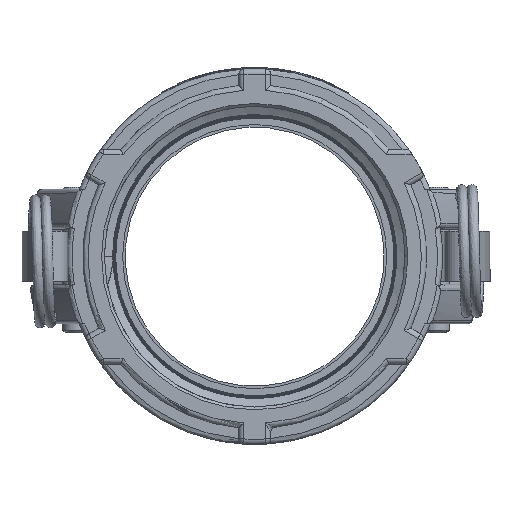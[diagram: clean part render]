
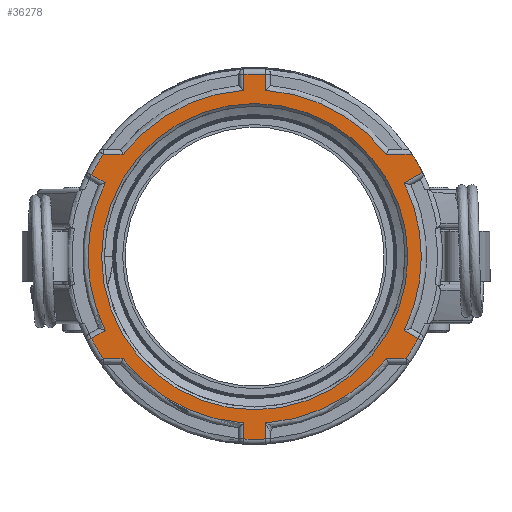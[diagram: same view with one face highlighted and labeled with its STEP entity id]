
A CAD part, left-side view. The second image highlights one B-rep face of the part: STEP entity #36278.
In plain terms, the highlighted planar face has unit normal (-1, 0, 0).
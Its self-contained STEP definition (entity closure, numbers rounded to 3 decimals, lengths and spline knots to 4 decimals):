
#2318=FACE_BOUND('',#5997,.T.);
#2514=PLANE('',#38733);
#3793=FACE_OUTER_BOUND('',#5996,.T.);
#5996=EDGE_LOOP('',(#25263,#25264,#25265,#25266,#25267,#25268,#25269,#25270,
#25271,#25272,#25273,#25274,#25275,#25276,#25277,#25278,#25279,#25280,#25281,
#25282,#25283,#25284,#25285,#25286));
#5997=EDGE_LOOP('',(#25287));
#8398=CIRCLE('',#38732,1.7737);
#8399=CIRCLE('',#38734,1.93);
#8400=CIRCLE('',#38735,2.175);
#8401=CIRCLE('',#38736,1.93);
#8402=CIRCLE('',#38737,2.115);
#8403=CIRCLE('',#38738,1.93);
#8404=CIRCLE('',#38739,2.115);
#8405=CIRCLE('',#38740,1.93);
#8406=CIRCLE('',#38741,2.115);
#8407=CIRCLE('',#38742,1.93);
#8408=CIRCLE('',#38743,2.115);
#8409=CIRCLE('',#38744,1.93);
#8410=CIRCLE('',#38745,2.115);
#11504=LINE('',#53671,#13734);
#11505=LINE('',#53675,#13735);
#11506=LINE('',#53679,#13736);
#11507=LINE('',#53683,#13737);
#11508=LINE('',#53687,#13738);
#11509=LINE('',#53691,#13739);
#11510=LINE('',#53695,#13740);
#11511=LINE('',#53699,#13741);
#11512=LINE('',#53703,#13742);
#11513=LINE('',#53707,#13743);
#11514=LINE('',#53711,#13744);
#11515=LINE('',#53714,#13745);
#13734=VECTOR('',#41583,0.3937);
#13735=VECTOR('',#41586,0.3937);
#13736=VECTOR('',#41589,0.3937);
#13737=VECTOR('',#41592,0.3937);
#13738=VECTOR('',#41595,0.3937);
#13739=VECTOR('',#41598,0.3937);
#13740=VECTOR('',#41601,0.3937);
#13741=VECTOR('',#41604,0.3937);
#13742=VECTOR('',#41607,0.3937);
#13743=VECTOR('',#41610,0.3937);
#13744=VECTOR('',#41613,0.3937);
#13745=VECTOR('',#41616,0.3937);
#16022=VERTEX_POINT('',#53663);
#16023=VERTEX_POINT('',#53667);
#16024=VERTEX_POINT('',#53668);
#16025=VERTEX_POINT('',#53670);
#16026=VERTEX_POINT('',#53672);
#16027=VERTEX_POINT('',#53674);
#16028=VERTEX_POINT('',#53676);
#16029=VERTEX_POINT('',#53678);
#16030=VERTEX_POINT('',#53680);
#16031=VERTEX_POINT('',#53682);
#16032=VERTEX_POINT('',#53684);
#16033=VERTEX_POINT('',#53686);
#16034=VERTEX_POINT('',#53688);
#16035=VERTEX_POINT('',#53690);
#16036=VERTEX_POINT('',#53692);
#16037=VERTEX_POINT('',#53694);
#16038=VERTEX_POINT('',#53696);
#16039=VERTEX_POINT('',#53698);
#16040=VERTEX_POINT('',#53700);
#16041=VERTEX_POINT('',#53702);
#16042=VERTEX_POINT('',#53704);
#16043=VERTEX_POINT('',#53706);
#16044=VERTEX_POINT('',#53708);
#16045=VERTEX_POINT('',#53710);
#16046=VERTEX_POINT('',#53712);
#19622=EDGE_CURVE('',#16022,#16022,#8398,.T.);
#19624=EDGE_CURVE('',#16023,#16024,#8399,.T.);
#19625=EDGE_CURVE('',#16025,#16024,#11504,.T.);
#19626=EDGE_CURVE('',#16025,#16026,#8400,.T.);
#19627=EDGE_CURVE('',#16027,#16026,#11505,.T.);
#19628=EDGE_CURVE('',#16027,#16028,#8401,.T.);
#19629=EDGE_CURVE('',#16029,#16028,#11506,.T.);
#19630=EDGE_CURVE('',#16030,#16029,#8402,.T.);
#19631=EDGE_CURVE('',#16031,#16030,#11507,.T.);
#19632=EDGE_CURVE('',#16031,#16032,#8403,.T.);
#19633=EDGE_CURVE('',#16033,#16032,#11508,.T.);
#19634=EDGE_CURVE('',#16034,#16033,#8404,.T.);
#19635=EDGE_CURVE('',#16035,#16034,#11509,.T.);
#19636=EDGE_CURVE('',#16035,#16036,#8405,.T.);
#19637=EDGE_CURVE('',#16037,#16036,#11510,.T.);
#19638=EDGE_CURVE('',#16038,#16037,#8406,.T.);
#19639=EDGE_CURVE('',#16039,#16038,#11511,.T.);
#19640=EDGE_CURVE('',#16039,#16040,#8407,.T.);
#19641=EDGE_CURVE('',#16041,#16040,#11512,.T.);
#19642=EDGE_CURVE('',#16042,#16041,#8408,.T.);
#19643=EDGE_CURVE('',#16043,#16042,#11513,.T.);
#19644=EDGE_CURVE('',#16043,#16044,#8409,.T.);
#19645=EDGE_CURVE('',#16045,#16044,#11514,.T.);
#19646=EDGE_CURVE('',#16046,#16045,#8410,.T.);
#19647=EDGE_CURVE('',#16023,#16046,#11515,.T.);
#25263=ORIENTED_EDGE('',*,*,#19624,.T.);
#25264=ORIENTED_EDGE('',*,*,#19625,.F.);
#25265=ORIENTED_EDGE('',*,*,#19626,.T.);
#25266=ORIENTED_EDGE('',*,*,#19627,.F.);
#25267=ORIENTED_EDGE('',*,*,#19628,.T.);
#25268=ORIENTED_EDGE('',*,*,#19629,.F.);
#25269=ORIENTED_EDGE('',*,*,#19630,.F.);
#25270=ORIENTED_EDGE('',*,*,#19631,.F.);
#25271=ORIENTED_EDGE('',*,*,#19632,.T.);
#25272=ORIENTED_EDGE('',*,*,#19633,.F.);
#25273=ORIENTED_EDGE('',*,*,#19634,.F.);
#25274=ORIENTED_EDGE('',*,*,#19635,.F.);
#25275=ORIENTED_EDGE('',*,*,#19636,.T.);
#25276=ORIENTED_EDGE('',*,*,#19637,.F.);
#25277=ORIENTED_EDGE('',*,*,#19638,.F.);
#25278=ORIENTED_EDGE('',*,*,#19639,.F.);
#25279=ORIENTED_EDGE('',*,*,#19640,.T.);
#25280=ORIENTED_EDGE('',*,*,#19641,.F.);
#25281=ORIENTED_EDGE('',*,*,#19642,.F.);
#25282=ORIENTED_EDGE('',*,*,#19643,.F.);
#25283=ORIENTED_EDGE('',*,*,#19644,.T.);
#25284=ORIENTED_EDGE('',*,*,#19645,.F.);
#25285=ORIENTED_EDGE('',*,*,#19646,.F.);
#25286=ORIENTED_EDGE('',*,*,#19647,.F.);
#25287=ORIENTED_EDGE('',*,*,#19622,.F.);
#36278=ADVANCED_FACE('',(#3793,#2318),#2514,.T.);
#38732=AXIS2_PLACEMENT_3D('',#53664,#41576,#41577);
#38733=AXIS2_PLACEMENT_3D('',#53666,#41579,#41580);
#38734=AXIS2_PLACEMENT_3D('',#53669,#41581,#41582);
#38735=AXIS2_PLACEMENT_3D('',#53673,#41584,#41585);
#38736=AXIS2_PLACEMENT_3D('',#53677,#41587,#41588);
#38737=AXIS2_PLACEMENT_3D('',#53681,#41590,#41591);
#38738=AXIS2_PLACEMENT_3D('',#53685,#41593,#41594);
#38739=AXIS2_PLACEMENT_3D('',#53689,#41596,#41597);
#38740=AXIS2_PLACEMENT_3D('',#53693,#41599,#41600);
#38741=AXIS2_PLACEMENT_3D('',#53697,#41602,#41603);
#38742=AXIS2_PLACEMENT_3D('',#53701,#41605,#41606);
#38743=AXIS2_PLACEMENT_3D('',#53705,#41608,#41609);
#38744=AXIS2_PLACEMENT_3D('',#53709,#41611,#41612);
#38745=AXIS2_PLACEMENT_3D('',#53713,#41614,#41615);
#41576=DIRECTION('center_axis',(-1.,0.,0.));
#41577=DIRECTION('ref_axis',(0.,-1.,0.));
#41579=DIRECTION('center_axis',(-1.,0.,0.));
#41580=DIRECTION('ref_axis',(0.,0.,1.));
#41581=DIRECTION('center_axis',(-1.,0.,0.));
#41582=DIRECTION('ref_axis',(0.,0.,-1.));
#41583=DIRECTION('',(0.,0.866,-0.5));
#41584=DIRECTION('center_axis',(-1.,0.,0.));
#41585=DIRECTION('ref_axis',(0.,-0.777,-0.629));
#41586=DIRECTION('',(0.,-1.,0.));
#41587=DIRECTION('center_axis',(-1.,0.,0.));
#41588=DIRECTION('ref_axis',(0.,0.,-1.));
#41589=DIRECTION('',(0.,0.,-1.));
#41590=DIRECTION('center_axis',(1.,0.,0.));
#41591=DIRECTION('ref_axis',(0.,0.,1.));
#41592=DIRECTION('',(0.,0.,1.));
#41593=DIRECTION('center_axis',(-1.,0.,0.));
#41594=DIRECTION('ref_axis',(0.,0.,-1.));
#41595=DIRECTION('',(0.,-1.,0.));
#41596=DIRECTION('center_axis',(1.,0.,0.));
#41597=DIRECTION('ref_axis',(0.,0.866,0.5));
#41598=DIRECTION('',(0.,0.866,0.5));
#41599=DIRECTION('center_axis',(-1.,0.,0.));
#41600=DIRECTION('ref_axis',(0.,0.,-1.));
#41601=DIRECTION('',(0.,-0.866,0.5));
#41602=DIRECTION('center_axis',(1.,0.,0.));
#41603=DIRECTION('ref_axis',(0.,0.866,-0.5));
#41604=DIRECTION('',(0.,1.,0.));
#41605=DIRECTION('center_axis',(-1.,0.,0.));
#41606=DIRECTION('ref_axis',(0.,0.,-1.));
#41607=DIRECTION('',(0.,0.,1.));
#41608=DIRECTION('center_axis',(1.,0.,0.));
#41609=DIRECTION('ref_axis',(0.,0.,-1.));
#41610=DIRECTION('',(0.,0.,-1.));
#41611=DIRECTION('center_axis',(-1.,0.,0.));
#41612=DIRECTION('ref_axis',(0.,0.,-1.));
#41613=DIRECTION('',(0.,1.,0.));
#41614=DIRECTION('center_axis',(1.,0.,0.));
#41615=DIRECTION('ref_axis',(0.,-0.866,-0.5));
#41616=DIRECTION('',(0.,-0.866,-0.5));
#53663=CARTESIAN_POINT('',(-1.26,1.7737,0.));
#53664=CARTESIAN_POINT('Origin',(-1.26,0.,0.));
#53666=CARTESIAN_POINT('Origin',(-1.26,1.8662,0.));
#53667=CARTESIAN_POINT('',(-1.26,-1.7304,-0.8547));
#53668=CARTESIAN_POINT('',(-1.26,-1.7304,0.8547));
#53669=CARTESIAN_POINT('Origin',(-1.26,0.,0.));
#53670=CARTESIAN_POINT('',(-1.26,-1.943,0.9774));
#53671=CARTESIAN_POINT('',(-1.26,-0.2206,-0.017));
#53672=CARTESIAN_POINT('',(-1.26,-1.8246,1.1838));
#53673=CARTESIAN_POINT('Origin',(-1.26,0.,0.));
#53674=CARTESIAN_POINT('',(-1.26,-1.5243,1.1838));
#53675=CARTESIAN_POINT('',(-1.26,0.041,1.1838));
#53676=CARTESIAN_POINT('',(-1.26,-0.125,1.9259));
#53677=CARTESIAN_POINT('Origin',(-1.26,0.,0.));
#53678=CARTESIAN_POINT('',(-1.26,-0.125,2.1113));
#53679=CARTESIAN_POINT('',(-1.26,-0.125,0.9907));
#53680=CARTESIAN_POINT('',(-1.26,0.125,2.1113));
#53681=CARTESIAN_POINT('Origin',(-1.26,0.,0.));
#53682=CARTESIAN_POINT('',(-1.26,0.125,1.9259));
#53683=CARTESIAN_POINT('',(-1.26,0.125,1.0836));
#53684=CARTESIAN_POINT('',(-1.26,1.5243,1.1838));
#53685=CARTESIAN_POINT('Origin',(-1.26,0.,0.));
#53686=CARTESIAN_POINT('',(-1.26,1.7527,1.1838));
#53687=CARTESIAN_POINT('',(-1.26,1.7098,1.1838));
#53688=CARTESIAN_POINT('',(-1.26,1.8909,0.9474));
#53689=CARTESIAN_POINT('Origin',(-1.26,0.,0.));
#53690=CARTESIAN_POINT('',(-1.26,1.7304,0.8547));
#53691=CARTESIAN_POINT('',(-1.26,1.7007,0.8376));
#53692=CARTESIAN_POINT('',(-1.26,1.7304,-0.8547));
#53693=CARTESIAN_POINT('Origin',(-1.26,0.,0.));
#53694=CARTESIAN_POINT('',(-1.26,1.8909,-0.9474));
#53695=CARTESIAN_POINT('',(-1.26,1.6203,-0.7911));
#53696=CARTESIAN_POINT('',(-1.26,1.7527,-1.1838));
#53697=CARTESIAN_POINT('Origin',(-1.26,0.,0.));
#53698=CARTESIAN_POINT('',(-1.26,1.5243,-1.1838));
#53699=CARTESIAN_POINT('',(-1.26,1.8252,-1.1838));
#53700=CARTESIAN_POINT('',(-1.26,0.125,-1.9259));
#53701=CARTESIAN_POINT('Origin',(-1.26,0.,0.));
#53702=CARTESIAN_POINT('',(-1.26,0.125,-2.1113));
#53703=CARTESIAN_POINT('',(-1.26,0.125,-0.9907));
#53704=CARTESIAN_POINT('',(-1.26,-0.125,-2.1113));
#53705=CARTESIAN_POINT('Origin',(-1.26,0.,0.));
#53706=CARTESIAN_POINT('',(-1.26,-0.125,-1.9259));
#53707=CARTESIAN_POINT('',(-1.26,-0.125,-1.0836));
#53708=CARTESIAN_POINT('',(-1.26,-1.5243,-1.1838));
#53709=CARTESIAN_POINT('Origin',(-1.26,0.,0.));
#53710=CARTESIAN_POINT('',(-1.26,-1.7527,-1.1838));
#53711=CARTESIAN_POINT('',(-1.26,0.1564,-1.1838));
#53712=CARTESIAN_POINT('',(-1.26,-1.8909,-0.9474));
#53713=CARTESIAN_POINT('Origin',(-1.26,0.,0.));
#53714=CARTESIAN_POINT('',(-1.26,-0.3011,-0.0295));
